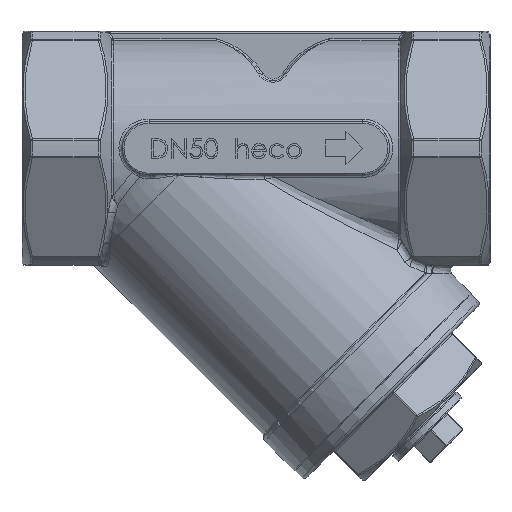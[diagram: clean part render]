
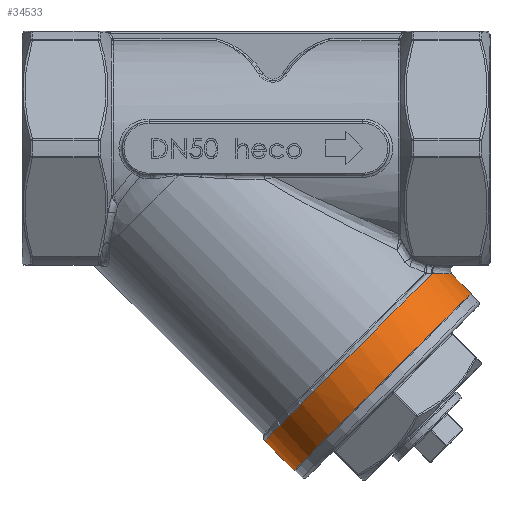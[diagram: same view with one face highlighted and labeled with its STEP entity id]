
A CAD part, top view. The second image highlights one B-rep face of the part: STEP entity #34533.
In plain terms, the highlighted cylindrical face has radius 37.5 mm (diameter 75 mm), a full revolution.
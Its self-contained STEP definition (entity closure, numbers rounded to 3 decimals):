
#2990 = B_SPLINE_CURVE_WITH_KNOTS ( 'NONE', 3,
 ( #16129, #16131, #16136, #16137 ),
 .UNSPECIFIED., .F., .F.,
 ( 4, 4 ),
 ( 0., 0.001 ),
 .UNSPECIFIED. ) ;
#2991 = B_SPLINE_CURVE_WITH_KNOTS ( 'NONE', 3,
 ( #16127, #16115, #16120, #16128 ),
 .UNSPECIFIED., .F., .F.,
 ( 4, 4 ),
 ( 0., 0.001 ),
 .UNSPECIFIED. ) ;
#6653 = CIRCLE ( 'NONE', #6658, 37.5 ) ;
#6657 = AXIS2_PLACEMENT_3D ( 'NONE', #16124, #16125, #16126 ) ;
#6658 = AXIS2_PLACEMENT_3D ( 'NONE', #16121, #16122, #16123 ) ;
#6660 = CIRCLE ( 'NONE', #6657, 37.5 ) ;
#11573 =( BOUNDED_CURVE ( )  B_SPLINE_CURVE ( 3, ( #16119, #16132, #16133, #16134 ),
 .UNSPECIFIED., .F., .T. ) 
 B_SPLINE_CURVE_WITH_KNOTS ( ( 4, 4 ),
 ( 2.689, 3.594 ),
 .UNSPECIFIED. ) 
 CURVE ( )  GEOMETRIC_REPRESENTATION_ITEM ( )  RATIONAL_B_SPLINE_CURVE ( ( 1., 0.933, 0.933, 1. ) ) 
 REPRESENTATION_ITEM ( '' )  );
#16115 = CARTESIAN_POINT ( 'NONE',  ( 122.88, -37.425, -16.741 ) ) ;
#16119 = CARTESIAN_POINT ( 'NONE',  ( 123.156, -37.454, -16.386 ) ) ;
#16120 = CARTESIAN_POINT ( 'NONE',  ( 123.026, -37.451, -16.571 ) ) ;
#16121 = CARTESIAN_POINT ( 'NONE',  ( 107.862, -69.862, 0. ) ) ;
#16122 = DIRECTION ( 'NONE',  ( -0.707, 0.707, 0. ) ) ;
#16123 = DIRECTION ( 'NONE',  ( 0.707, 0.707, 0. ) ) ;
#16124 = CARTESIAN_POINT ( 'NONE',  ( 99.053, -61.053, 0. ) ) ;
#16125 = DIRECTION ( 'NONE',  ( 0.707, -0.707, 0. ) ) ;
#16126 = DIRECTION ( 'NONE',  ( -0.707, -0.707, 0. ) ) ;
#16127 = CARTESIAN_POINT ( 'NONE',  ( 122.724, -37.381, -16.899 ) ) ;
#16128 = CARTESIAN_POINT ( 'NONE',  ( 123.156, -37.454, -16.386 ) ) ;
#16129 = CARTESIAN_POINT ( 'NONE',  ( 123.156, -37.454, 16.386 ) ) ;
#16131 = CARTESIAN_POINT ( 'NONE',  ( 123.026, -37.451, 16.571 ) ) ;
#16132 = CARTESIAN_POINT ( 'NONE',  ( 130.536, -37.599, -5.854 ) ) ;
#16133 = CARTESIAN_POINT ( 'NONE',  ( 130.536, -37.599, 5.854 ) ) ;
#16134 = CARTESIAN_POINT ( 'NONE',  ( 123.156, -37.454, 16.386 ) ) ;
#16136 = CARTESIAN_POINT ( 'NONE',  ( 122.88, -37.425, 16.741 ) ) ;
#16137 = CARTESIAN_POINT ( 'NONE',  ( 122.724, -37.381, 16.899 ) ) ;
#26339 = CARTESIAN_POINT ( 'NONE',  ( 122.724, -37.381, -16.899 ) ) ;
#26420 = CARTESIAN_POINT ( 'NONE',  ( 123.156, -37.454, 16.386 ) ) ;
#26421 = CARTESIAN_POINT ( 'NONE',  ( 123.156, -37.454, -16.386 ) ) ;
#26424 = CARTESIAN_POINT ( 'NONE',  ( 122.724, -37.381, 16.899 ) ) ;
#26569 = VERTEX_POINT ( 'NONE', #26572 ) ;
#26572 = CARTESIAN_POINT ( 'NONE',  ( 134.379, -43.346, 0. ) ) ;
#27747 = AXIS2_PLACEMENT_3D ( 'NONE', #45326, #45335, #45336 ) ;
#29424 = EDGE_LOOP ( 'NONE', ( #37741 ) ) ;
#29425 = EDGE_LOOP ( 'NONE', ( #37745, #37748, #37752, #37755 ) ) ;
#34533 = ADVANCED_FACE ( 'NONE', ( #45310, #45325 ), #45324, .T. ) ;
#37403 = EDGE_CURVE ( 'NONE', #26569, #26569, #6653, .T. ) ;
#37404 = EDGE_CURVE ( 'NONE', #39274, #39189, #6660, .T. ) ;
#37405 = EDGE_CURVE ( 'NONE', #39189, #39271, #2991, .T. ) ;
#37406 = EDGE_CURVE ( 'NONE', #39271, #39270, #11573, .T. ) ;
#37407 = EDGE_CURVE ( 'NONE', #39270, #39274, #2990, .T. ) ;
#37741 = ORIENTED_EDGE ( 'NONE', *, *, #37403, .T. ) ;
#37745 = ORIENTED_EDGE ( 'NONE', *, *, #37404, .T. ) ;
#37748 = ORIENTED_EDGE ( 'NONE', *, *, #37405, .T. ) ;
#37752 = ORIENTED_EDGE ( 'NONE', *, *, #37406, .T. ) ;
#37755 = ORIENTED_EDGE ( 'NONE', *, *, #37407, .T. ) ;
#39189 = VERTEX_POINT ( 'NONE', #26339 ) ;
#39270 = VERTEX_POINT ( 'NONE', #26420 ) ;
#39271 = VERTEX_POINT ( 'NONE', #26421 ) ;
#39274 = VERTEX_POINT ( 'NONE', #26424 ) ;
#45310 = FACE_OUTER_BOUND ( 'NONE', #29424, .T. ) ;
#45324 = CYLINDRICAL_SURFACE ( 'NONE', #27747, 37.5 ) ;
#45325 = FACE_OUTER_BOUND ( 'NONE', #29425, .T. ) ;
#45326 = CARTESIAN_POINT ( 'NONE',  ( 108.004, -70.004, 0. ) ) ;
#45335 = DIRECTION ( 'NONE',  ( -0.707, 0.707, 0. ) ) ;
#45336 = DIRECTION ( 'NONE',  ( -0.707, -0.707, 0. ) ) ;
